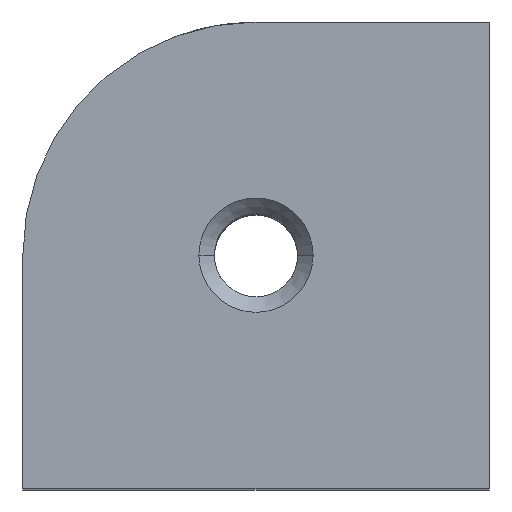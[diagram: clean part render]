
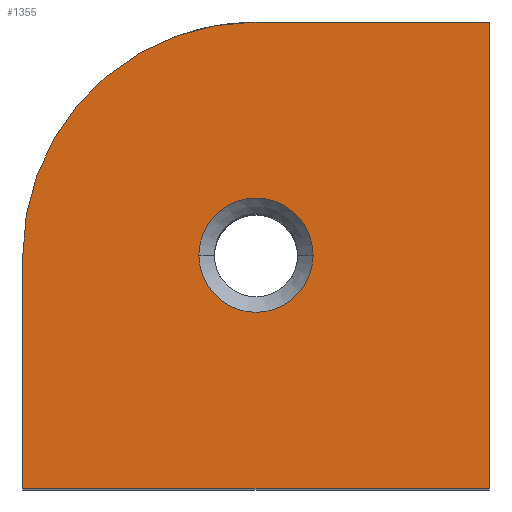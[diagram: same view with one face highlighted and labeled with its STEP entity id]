
A CAD part, top view. The second image highlights one B-rep face of the part: STEP entity #1355.
In plain terms, the highlighted planar face has unit normal (0, 0, 1).
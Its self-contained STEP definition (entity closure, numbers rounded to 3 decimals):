
#12 = CARTESIAN_POINT ( 'NONE',  ( 15., -7.5, 58.75 ) ) ;
#25 = LINE ( 'NONE', #1288, #548 ) ;
#30 = CARTESIAN_POINT ( 'NONE',  ( -15., -7.5, 58.75 ) ) ;
#87 = VERTEX_POINT ( 'NONE', #30 ) ;
#105 = CARTESIAN_POINT ( 'NONE',  ( 15., 22.5, 58.75 ) ) ;
#112 = CIRCLE ( 'NONE', #294, 15. ) ;
#120 = CARTESIAN_POINT ( 'NONE',  ( -15., 7.5, 58.75 ) ) ;
#145 = DIRECTION ( 'NONE',  ( 0., 0., -1. ) ) ;
#164 = DIRECTION ( 'NONE',  ( 0., -1., 0. ) ) ;
#175 = DIRECTION ( 'NONE',  ( 0., 0., -1. ) ) ;
#198 = EDGE_CURVE ( 'NONE', #470, #87, #1105, .T. ) ;
#210 = EDGE_CURVE ( 'NONE', #87, #535, #25, .T. ) ;
#214 = DIRECTION ( 'NONE',  ( -1., 0., 0. ) ) ;
#234 = CARTESIAN_POINT ( 'NONE',  ( 0., 7.5, 58.75 ) ) ;
#275 = VECTOR ( 'NONE', #797, 1000. ) ;
#294 = AXIS2_PLACEMENT_3D ( 'NONE', #1223, #898, #1003 ) ;
#313 = ORIENTED_EDGE ( 'NONE', *, *, #991, .T. ) ;
#318 = ORIENTED_EDGE ( 'NONE', *, *, #838, .T. ) ;
#323 = CIRCLE ( 'NONE', #1073, 3.675 ) ;
#336 = EDGE_CURVE ( 'NONE', #627, #470, #112, .T. ) ;
#352 = DIRECTION ( 'NONE',  ( 1., 0., 0. ) ) ;
#355 = CARTESIAN_POINT ( 'NONE',  ( 0., 7.5, 58.75 ) ) ;
#412 = AXIS2_PLACEMENT_3D ( 'NONE', #1333, #175, #1122 ) ;
#418 = ORIENTED_EDGE ( 'NONE', *, *, #336, .T. ) ;
#470 = VERTEX_POINT ( 'NONE', #120 ) ;
#471 = FACE_BOUND ( 'NONE', #933, .T. ) ;
#509 = ORIENTED_EDGE ( 'NONE', *, *, #198, .T. ) ;
#524 = CARTESIAN_POINT ( 'NONE',  ( 0., 22.5, 58.75 ) ) ;
#528 = CARTESIAN_POINT ( 'NONE',  ( 0., 22.5, 58.75 ) ) ;
#535 = VERTEX_POINT ( 'NONE', #12 ) ;
#548 = VECTOR ( 'NONE', #352, 1000. ) ;
#549 = VECTOR ( 'NONE', #214, 1000. ) ;
#566 = DIRECTION ( 'NONE',  ( -1., 0., 0. ) ) ;
#590 = LINE ( 'NONE', #1214, #275 ) ;
#599 = VECTOR ( 'NONE', #164, 1000. ) ;
#627 = VERTEX_POINT ( 'NONE', #524 ) ;
#640 = VERTEX_POINT ( 'NONE', #105 ) ;
#680 = ORIENTED_EDGE ( 'NONE', *, *, #210, .T. ) ;
#693 = VERTEX_POINT ( 'NONE', #1341 ) ;
#717 = ORIENTED_EDGE ( 'NONE', *, *, #1278, .T. ) ;
#763 = FACE_OUTER_BOUND ( 'NONE', #807, .T. ) ;
#797 = DIRECTION ( 'NONE',  ( 0., 1., 0. ) ) ;
#807 = EDGE_LOOP ( 'NONE', ( #717, #318, #418, #509, #680 ) ) ;
#838 = EDGE_CURVE ( 'NONE', #640, #627, #1164, .T. ) ;
#884 = CIRCLE ( 'NONE', #412, 3.675 ) ;
#898 = DIRECTION ( 'NONE',  ( 0., 0., 1. ) ) ;
#928 = AXIS2_PLACEMENT_3D ( 'NONE', #234, #1067, #1310 ) ;
#933 = EDGE_LOOP ( 'NONE', ( #1353, #313 ) ) ;
#934 = EDGE_CURVE ( 'NONE', #1325, #693, #323, .T. ) ;
#991 = EDGE_CURVE ( 'NONE', #693, #1325, #884, .T. ) ;
#1003 = DIRECTION ( 'NONE',  ( -1., 0., 0. ) ) ;
#1067 = DIRECTION ( 'NONE',  ( 0., 0., -1. ) ) ;
#1073 = AXIS2_PLACEMENT_3D ( 'NONE', #355, #145, #566 ) ;
#1076 = CARTESIAN_POINT ( 'NONE',  ( -15., -7.5, 58.75 ) ) ;
#1105 = LINE ( 'NONE', #1076, #599 ) ;
#1122 = DIRECTION ( 'NONE',  ( -1., 0., 0. ) ) ;
#1164 = LINE ( 'NONE', #528, #549 ) ;
#1183 = PLANE ( 'NONE',  #928 ) ;
#1214 = CARTESIAN_POINT ( 'NONE',  ( 15., 22.5, 58.75 ) ) ;
#1223 = CARTESIAN_POINT ( 'NONE',  ( 0., 7.5, 58.75 ) ) ;
#1278 = EDGE_CURVE ( 'NONE', #535, #640, #590, .T. ) ;
#1288 = CARTESIAN_POINT ( 'NONE',  ( -15., -7.5, 58.75 ) ) ;
#1310 = DIRECTION ( 'NONE',  ( -1., 0., 0. ) ) ;
#1325 = VERTEX_POINT ( 'NONE', #1358 ) ;
#1333 = CARTESIAN_POINT ( 'NONE',  ( 0., 7.5, 58.75 ) ) ;
#1341 = CARTESIAN_POINT ( 'NONE',  ( -3.675, 7.5, 58.75 ) ) ;
#1353 = ORIENTED_EDGE ( 'NONE', *, *, #934, .T. ) ;
#1355 = ADVANCED_FACE ( 'NONE', ( #471, #763 ), #1183, .F. ) ;
#1358 = CARTESIAN_POINT ( 'NONE',  ( 3.675, 7.5, 58.75 ) ) ;
